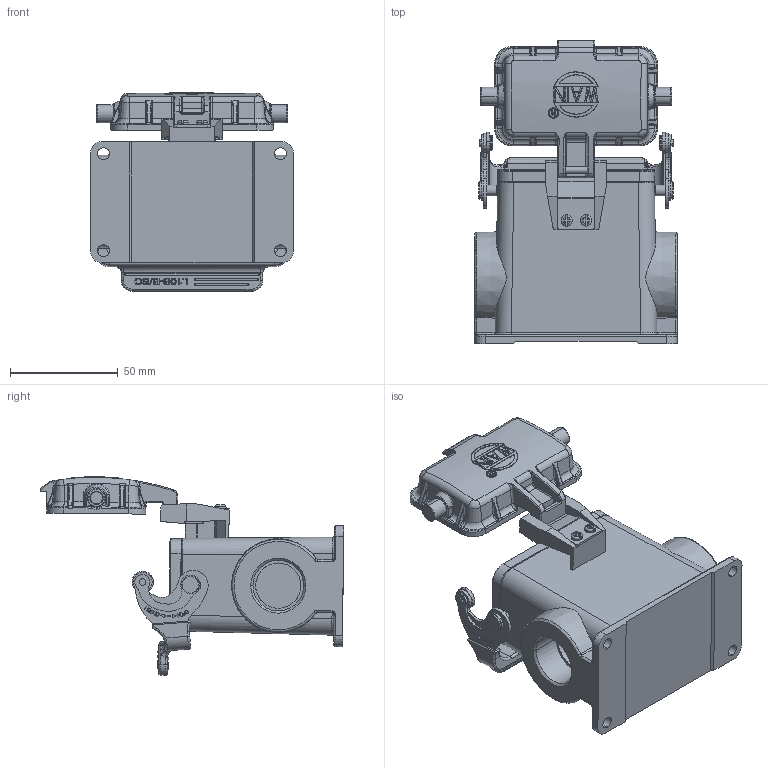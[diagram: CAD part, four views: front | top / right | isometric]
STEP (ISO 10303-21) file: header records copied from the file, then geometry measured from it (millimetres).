
FILE_DESCRIPTION(/* description */ (''),/* implementation_level */ '2;1');
FILE_NAME(/* name */ '3D_1240102615103_HV10B-SFH-1L_SC-MCV-M25_V1.1.stp',/* time_stamp */ '2023-12-06T15:54:01+08:00',/* author */ (''),/* organization */ (''),/* preprocessor_version */ 'ST-DEVELOPER v18.1',/* originating_system */ 'SIEMENS PLM Software NX 1980',/* authorisation */ '');
FILE_SCHEMA (('AUTOMOTIVE_DESIGN { 1 0 10303 214 3 1 1 1 }'));
Products named in the file (1): 145909B0FC6889ke
Bounding box: 94.02 x 140.53 x 91.97 mm (x, y, z)
Volume: 1627.2 mm3; surface area: 79950.1 mm2
Topology: 22 solids, 23 shells, 2259 faces, 5972 edges, 3825 vertices
Faces by surface type: cylinder 1002, plane 758, torus 254, bspline 103, cone 72, extrusion 42, sphere 28
Entity records: 95396 total; most frequent: CARTESIAN_POINT 40878, ORIENTED_EDGE 11820, DIRECTION 9138, EDGE_CURVE 5918, VERTEX_POINT 3809, AXIS2_PLACEMENT_3D 3465, EDGE_LOOP 2409, B_SPLINE_CURVE_WITH_KNOTS 2405
